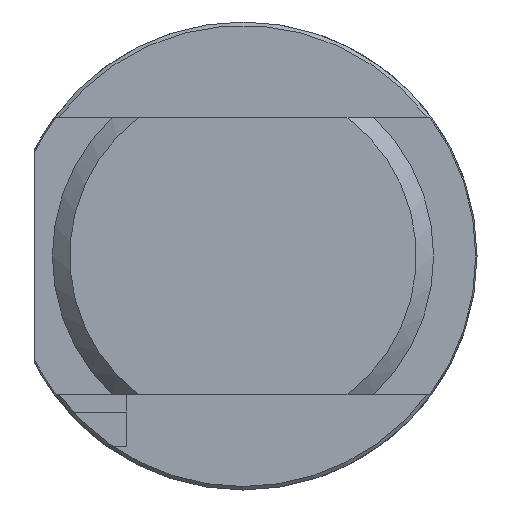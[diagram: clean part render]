
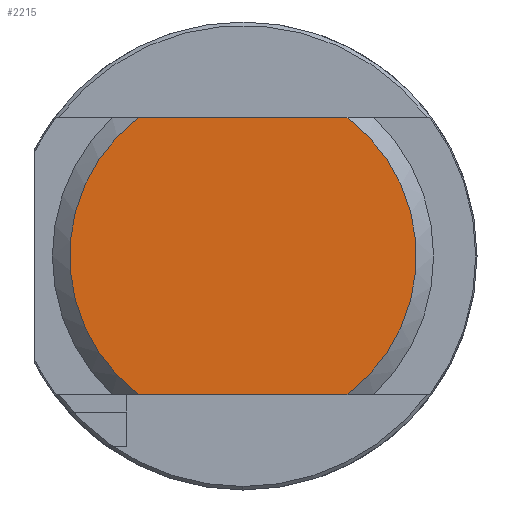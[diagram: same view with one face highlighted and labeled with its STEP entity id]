
A CAD part, left-side view. The second image highlights one B-rep face of the part: STEP entity #2215.
In plain terms, the highlighted planar face has unit normal (-1, 0, 0).
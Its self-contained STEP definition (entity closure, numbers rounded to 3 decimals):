
#64 = FACE_OUTER_BOUND ( 'NONE', #2146, .T. ) ;
#544 = CIRCLE ( 'NONE', #4755, 10. ) ;
#546 = VECTOR ( 'NONE', #1316, 1000. ) ;
#551 = LINE ( 'NONE', #1320, #553 ) ;
#552 = LINE ( 'NONE', #1315, #546 ) ;
#553 = VECTOR ( 'NONE', #1321, 1000. ) ;
#557 = CIRCLE ( 'NONE', #4761, 10. ) ;
#1273 = CARTESIAN_POINT ( 'NONE',  ( 0., 0., 0. ) ) ;
#1274 = DIRECTION ( 'NONE',  ( -1., 0., 0. ) ) ;
#1275 = DIRECTION ( 'NONE',  ( 0., 0., -1. ) ) ;
#1308 = CARTESIAN_POINT ( 'NONE',  ( 0., 0., 0. ) ) ;
#1315 = CARTESIAN_POINT ( 'NONE',  ( 0., 12.75, -8. ) ) ;
#1316 = DIRECTION ( 'NONE',  ( 0., 1., 0. ) ) ;
#1318 = DIRECTION ( 'NONE',  ( -1., 0., 0. ) ) ;
#1319 = DIRECTION ( 'NONE',  ( 0., 0., -1. ) ) ;
#1320 = CARTESIAN_POINT ( 'NONE',  ( 0., 12.75, 8. ) ) ;
#1321 = DIRECTION ( 'NONE',  ( 0., -1., 0. ) ) ;
#2146 = EDGE_LOOP ( 'NONE', ( #4397, #4396, #4395, #4394 ) ) ;
#2215 = ADVANCED_FACE ( 'NONE', ( #64 ), #2634, .F. ) ;
#2539 = VERTEX_POINT ( 'NONE', #3770 ) ;
#2570 = VERTEX_POINT ( 'NONE', #3801 ) ;
#2578 = VERTEX_POINT ( 'NONE', #3809 ) ;
#2579 = VERTEX_POINT ( 'NONE', #3810 ) ;
#2633 = CARTESIAN_POINT ( 'NONE',  ( 0., 0., 0. ) ) ;
#2634 = PLANE ( 'NONE',  #4544 ) ;
#2636 = DIRECTION ( 'NONE',  ( 1., 0., 0. ) ) ;
#2637 = DIRECTION ( 'NONE',  ( 0., 0., -1. ) ) ;
#2831 = EDGE_CURVE ( 'NONE', #2539, #2570, #544, .T. ) ;
#2843 = EDGE_CURVE ( 'NONE', #2539, #2578, #552, .T. ) ;
#2844 = EDGE_CURVE ( 'NONE', #2579, #2578, #557, .T. ) ;
#2845 = EDGE_CURVE ( 'NONE', #2579, #2570, #551, .T. ) ;
#3770 = CARTESIAN_POINT ( 'NONE',  ( 0., -6., -8. ) ) ;
#3801 = CARTESIAN_POINT ( 'NONE',  ( 0., -6., 8. ) ) ;
#3809 = CARTESIAN_POINT ( 'NONE',  ( 0., 6., -8. ) ) ;
#3810 = CARTESIAN_POINT ( 'NONE',  ( 0., 6., 8. ) ) ;
#4394 = ORIENTED_EDGE ( 'NONE', *, *, #2845, .F. ) ;
#4395 = ORIENTED_EDGE ( 'NONE', *, *, #2831, .T. ) ;
#4396 = ORIENTED_EDGE ( 'NONE', *, *, #2843, .F. ) ;
#4397 = ORIENTED_EDGE ( 'NONE', *, *, #2844, .T. ) ;
#4544 = AXIS2_PLACEMENT_3D ( 'NONE', #2633, #2636, #2637 ) ;
#4755 = AXIS2_PLACEMENT_3D ( 'NONE', #1273, #1274, #1275 ) ;
#4761 = AXIS2_PLACEMENT_3D ( 'NONE', #1308, #1318, #1319 ) ;
